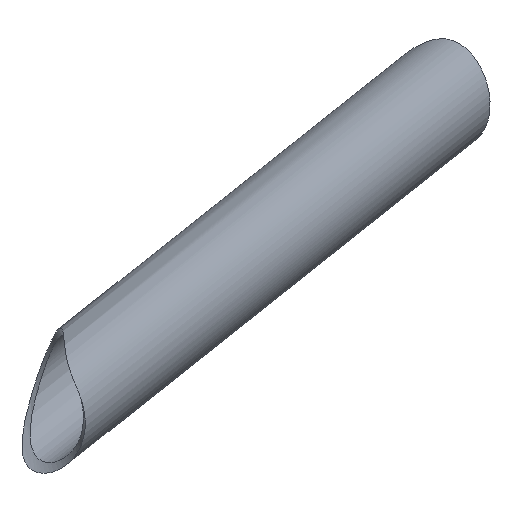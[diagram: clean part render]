
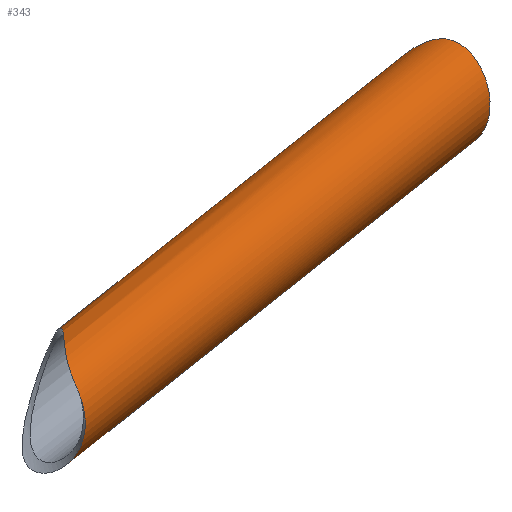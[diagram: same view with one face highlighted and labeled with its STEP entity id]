
A CAD part, top view. The second image highlights one B-rep face of the part: STEP entity #343.
In plain terms, the highlighted cylindrical face has radius 12.5 mm (diameter 25 mm), a partial arc.
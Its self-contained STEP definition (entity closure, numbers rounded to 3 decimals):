
#58=CARTESIAN_POINT('Control Point',(-487.606,233.361,177.366)) ;
#59=CARTESIAN_POINT('Control Point',(-486.785,234.018,178.416)) ;
#60=CARTESIAN_POINT('Control Point',(-486.091,234.811,179.48)) ;
#61=CARTESIAN_POINT('Control Point',(-485.506,235.75,180.498)) ;
#62=CARTESIAN_POINT('Control Point',(-484.747,237.569,182.048)) ;
#63=CARTESIAN_POINT('Control Point',(-484.396,239.745,183.205)) ;
#64=CARTESIAN_POINT('Control Point',(-484.326,240.664,183.59)) ;
#65=CARTESIAN_POINT('Control Point',(-484.339,243.29,184.397)) ;
#66=CARTESIAN_POINT('Control Point',(-484.903,246.022,184.468)) ;
#67=CARTESIAN_POINT('Control Point',(-485.472,247.692,184.189)) ;
#68=CARTESIAN_POINT('Control Point',(-486.659,250.235,183.315)) ;
#69=CARTESIAN_POINT('Control Point',(-488.168,252.319,181.931)) ;
#70=CARTESIAN_POINT('Control Point',(-488.818,253.075,181.312)) ;
#71=CARTESIAN_POINT('Control Point',(-489.85,254.084,180.315)) ;
#72=CARTESIAN_POINT('Control Point',(-491.003,254.89,179.276)) ;
#73=CARTESIAN_POINT('Control Point',(-491.401,255.133,178.93)) ;
#74=CARTESIAN_POINT('Control Point',(-492.114,255.507,178.343)) ;
#75=CARTESIAN_POINT('Control Point',(-492.897,255.792,177.798)) ;
#76=CARTESIAN_POINT('Control Point',(-493.237,255.894,177.582)) ;
#77=CARTESIAN_POINT('Control Point',(-493.976,256.062,177.17)) ;
#78=CARTESIAN_POINT('Control Point',(-494.781,256.131,176.866)) ;
#79=CARTESIAN_POINT('Control Point',(-495.212,256.136,176.748)) ;
#80=CARTESIAN_POINT('Control Point',(-495.959,256.091,176.623)) ;
#81=CARTESIAN_POINT('Control Point',(-496.706,255.967,176.612)) ;
#82=CARTESIAN_POINT('Control Point',(-497.009,255.905,176.624)) ;
#83=CARTESIAN_POINT('Control Point',(-497.797,255.714,176.695)) ;
#84=CARTESIAN_POINT('Control Point',(-498.559,255.462,176.847)) ;
#85=CARTESIAN_POINT('Control Point',(-499.02,255.286,176.961)) ;
#86=CARTESIAN_POINT('Control Point',(-500.287,254.747,177.322)) ;
#87=CARTESIAN_POINT('Control Point',(-501.475,254.09,177.76)) ;
#88=CARTESIAN_POINT('Control Point',(-502.214,253.627,178.049)) ;
#89=CARTESIAN_POINT('Control Point',(-502.925,253.122,178.339)) ;
#90=CARTESIAN_POINT('Control Point',(-503.607,252.577,178.621)) ;
#91=CARTESIAN_POINT('Vertex',(-487.606,233.361,177.366)) ;
#93=CARTESIAN_POINT('Vertex',(-503.607,252.577,178.621)) ;
#210=CARTESIAN_POINT('Line Origine',(-549.184,216.137,325.664)) ;
#214=CARTESIAN_POINT('Vertex',(-581.216,190.526,429.009)) ;
#217=CARTESIAN_POINT('Line Origine',(-533.572,196.611,325.664)) ;
#221=CARTESIAN_POINT('Vertex',(-579.416,159.957,473.568)) ;
#281=CARTESIAN_POINT('Axis2P3D Location',(-541.378,206.374,325.664)) ;
#287=CARTESIAN_POINT('Control Point',(-581.216,190.526,429.009)) ;
#288=CARTESIAN_POINT('Control Point',(-580.889,190.788,431.456)) ;
#289=CARTESIAN_POINT('Control Point',(-580.692,190.736,433.948)) ;
#290=CARTESIAN_POINT('Control Point',(-580.533,190.585,436.417)) ;
#291=CARTESIAN_POINT('Control Point',(-580.418,190.317,438.886)) ;
#292=CARTESIAN_POINT('Control Point',(-580.325,189.971,441.343)) ;
#293=CARTESIAN_POINT('Vertex',(-580.325,189.971,441.343)) ;
#297=CARTESIAN_POINT('Control Point',(-575.907,173.53,477.326)) ;
#298=CARTESIAN_POINT('Control Point',(-576.102,174.255,477.214)) ;
#299=CARTESIAN_POINT('Control Point',(-576.327,174.964,477.041)) ;
#300=CARTESIAN_POINT('Control Point',(-576.571,175.646,476.798)) ;
#301=CARTESIAN_POINT('Control Point',(-577.001,176.758,476.259)) ;
#302=CARTESIAN_POINT('Control Point',(-577.415,177.759,475.532)) ;
#303=CARTESIAN_POINT('Control Point',(-577.581,178.156,475.198)) ;
#304=CARTESIAN_POINT('Control Point',(-578.014,179.192,474.212)) ;
#305=CARTESIAN_POINT('Control Point',(-578.375,180.085,473.063)) ;
#306=CARTESIAN_POINT('Control Point',(-578.572,180.606,472.286)) ;
#307=CARTESIAN_POINT('Control Point',(-579.108,182.128,469.74)) ;
#308=CARTESIAN_POINT('Control Point',(-579.414,183.331,466.98)) ;
#309=CARTESIAN_POINT('Control Point',(-579.563,184.077,465.066)) ;
#310=CARTESIAN_POINT('Control Point',(-579.769,185.336,461.488)) ;
#311=CARTESIAN_POINT('Control Point',(-579.89,186.423,457.852)) ;
#312=CARTESIAN_POINT('Control Point',(-579.936,186.89,456.181)) ;
#313=CARTESIAN_POINT('Control Point',(-580.032,187.921,452.239)) ;
#314=CARTESIAN_POINT('Control Point',(-580.117,188.797,448.26)) ;
#315=CARTESIAN_POINT('Control Point',(-580.172,189.249,445.966)) ;
#316=CARTESIAN_POINT('Control Point',(-580.238,189.646,443.659)) ;
#317=CARTESIAN_POINT('Control Point',(-580.325,189.971,441.343)) ;
#318=CARTESIAN_POINT('Vertex',(-575.907,173.53,477.326)) ;
#322=CARTESIAN_POINT('Control Point',(-575.907,173.53,477.326)) ;
#323=CARTESIAN_POINT('Control Point',(-575.75,172.945,477.416)) ;
#324=CARTESIAN_POINT('Control Point',(-575.612,172.35,477.465)) ;
#325=CARTESIAN_POINT('Control Point',(-575.499,171.747,477.479)) ;
#326=CARTESIAN_POINT('Control Point',(-575.254,170.015,477.428)) ;
#327=CARTESIAN_POINT('Control Point',(-575.25,168.279,477.15)) ;
#328=CARTESIAN_POINT('Control Point',(-575.362,167.168,476.898)) ;
#329=CARTESIAN_POINT('Control Point',(-575.863,164.797,476.222)) ;
#330=CARTESIAN_POINT('Control Point',(-576.902,162.68,475.326)) ;
#331=CARTESIAN_POINT('Control Point',(-577.621,161.628,474.786)) ;
#332=CARTESIAN_POINT('Control Point',(-578.472,160.712,474.204)) ;
#333=CARTESIAN_POINT('Control Point',(-579.416,159.957,473.568)) ;
#211=DIRECTION('Vector Direction',(-0.288,-0.23,0.929)) ;
#218=DIRECTION('Vector Direction',(-0.288,-0.23,0.929)) ;
#282=DIRECTION('Axis2P3D Direction',(-0.288,-0.23,0.929)) ;
#283=DIRECTION('Axis2P3D XDirection',(0.624,-0.781,0.)) ;
#284=AXIS2_PLACEMENT_3D('Cylinder Axis2P3D',#281,#282,#283) ;
#336=ORIENTED_EDGE('',*,*,#223,.F.) ;
#337=ORIENTED_EDGE('',*,*,#95,.T.) ;
#338=ORIENTED_EDGE('',*,*,#216,.T.) ;
#339=ORIENTED_EDGE('',*,*,#295,.T.) ;
#340=ORIENTED_EDGE('',*,*,#320,.F.) ;
#341=ORIENTED_EDGE('',*,*,#334,.T.) ;
#212=VECTOR('Line Direction',#211,1.) ;
#219=VECTOR('Line Direction',#218,1.) ;
#343=ADVANCED_FACE('PartBody',(#342),#285,.T.) ;
#57=B_SPLINE_CURVE_WITH_KNOTS('',5,(#58,#59,#60,#61,#62,#63,#64,#65,#66,#67,#68,#69,#70,#71,#72,#73,#74,#75,#76,#77,#78,#79,#80,#81,#82,#83,#84,#85,#86,#87,#88,#89,#90),.UNSPECIFIED.,.F.,.U.,(6,3,3,3,3,3,3,3,3,3,6),(0.,10.508,17.504,29.79,38.044,42.145,45.07,48.221,50.404,53.974,60.462),.UNSPECIFIED.) ;
#286=B_SPLINE_CURVE_WITH_KNOTS('',5,(#287,#288,#289,#290,#291,#292),.UNSPECIFIED.,.F.,.U.,(6,6),(0.,17.561),.UNSPECIFIED.) ;
#296=B_SPLINE_CURVE_WITH_KNOTS('',5,(#297,#298,#299,#300,#301,#302,#303,#304,#305,#306,#307,#308,#309,#310,#311,#312,#313,#314,#315,#316,#317),.UNSPECIFIED.,.F.,.U.,(6,3,3,3,3,3,6),(0.,5.372,9.208,15.922,30.5,42.766,59.315),.UNSPECIFIED.) ;
#321=B_SPLINE_CURVE_WITH_KNOTS('',5,(#322,#323,#324,#325,#326,#327,#328,#329,#330,#331,#332,#333),.UNSPECIFIED.,.F.,.U.,(6,3,3,6),(0.,4.326,12.341,21.998),.UNSPECIFIED.) ;
#285=CYLINDRICAL_SURFACE('generated cylinder',#284,12.5) ;
#95=EDGE_CURVE('',#92,#94,#57,.T.) ;
#216=EDGE_CURVE('',#94,#215,#213,.T.) ;
#223=EDGE_CURVE('',#92,#222,#220,.T.) ;
#295=EDGE_CURVE('',#215,#294,#286,.T.) ;
#320=EDGE_CURVE('',#319,#294,#296,.T.) ;
#334=EDGE_CURVE('',#319,#222,#321,.T.) ;
#335=EDGE_LOOP('',(#336,#337,#338,#339,#340,#341)) ;
#342=FACE_OUTER_BOUND('',#335,.T.) ;
#213=LINE('Line',#210,#212) ;
#220=LINE('Line',#217,#219) ;
#92=VERTEX_POINT('',#91) ;
#94=VERTEX_POINT('',#93) ;
#215=VERTEX_POINT('',#214) ;
#222=VERTEX_POINT('',#221) ;
#294=VERTEX_POINT('',#293) ;
#319=VERTEX_POINT('',#318) ;
